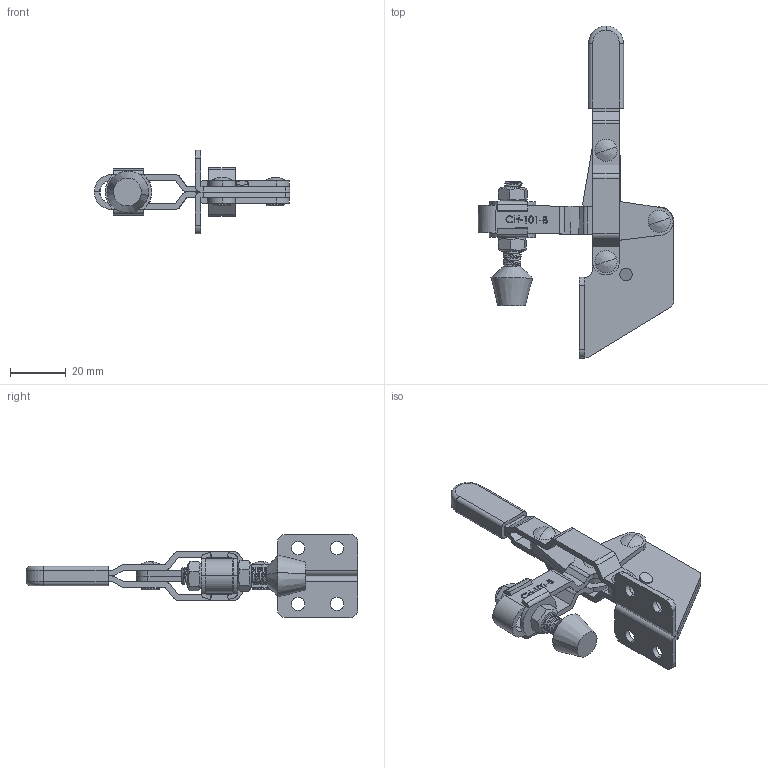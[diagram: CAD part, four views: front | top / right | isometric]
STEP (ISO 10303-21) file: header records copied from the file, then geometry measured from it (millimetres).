
FILE_DESCRIPTION (( 'STEP AP203' ), '1' );
FILE_NAME ('CH-101-B.STEP', '2010-06-04T09:10:49', ( '微软用户' ), ( '微软中国' ), 'SwSTEP 2.0', 'SolidWorks 2008', '' );
FILE_SCHEMA (( 'CONFIG_CONTROL_DESIGN' ));
Length unit declared in the file: millimetre
Products named in the file (10): CH-101-B-01 SIDE MOUNTED_默认; CH-FC-14134 SPINDLE SUPPLIED_默认; CH-FW-141_默认; CH-102-B-05_默认; CH-101-B; CH-101-B-02 U-BAR_默认; CH-102-B-04 CONNECTING-PLATE_默认; CH-102-B-03 STRAIGHT HANDLE_默认; CH-102-B-06_默认; CH-FC-14134 Nut_默认
Assembly tree (15 placements, depth 2):
  CH-101-B
    CH-102-B-04 CONNECTING-PLATE_默认  x2
    CH-101-B-01 SIDE MOUNTED_默认
    CH-102-B-06_默认  x4
    CH-FC-14134 Nut_默认  x2
    CH-FW-141_默认  x2
    CH-FC-14134 SPINDLE SUPPLIED_默认
    CH-102-B-05_默认
    CH-101-B-02 U-BAR_默认
    CH-102-B-03 STRAIGHT HANDLE_默认
Bounding box: 70.3 x 119.31 x 30 mm (x, y, z)
Volume: 19649.4 mm3; surface area: 23709.1 mm2
Topology: 18 solids, 20 shells, 756 faces, 2026 edges, 1333 vertices
Faces by surface type: plane 308, cylinder 213, bspline 174, cone 33, torus 28
Entity records: 30839 total; most frequent: CARTESIAN_POINT 14380, ORIENTED_EDGE 3534, DIRECTION 2579, EDGE_CURVE 1767, VERTEX_POINT 1173, VECTOR 997, LINE 997, AXIS2_PLACEMENT_3D 791
